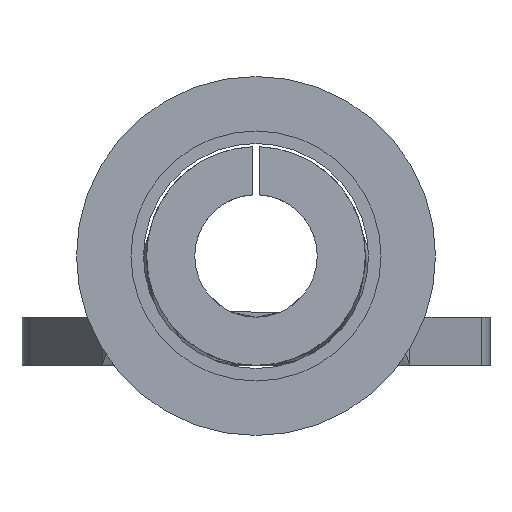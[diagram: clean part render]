
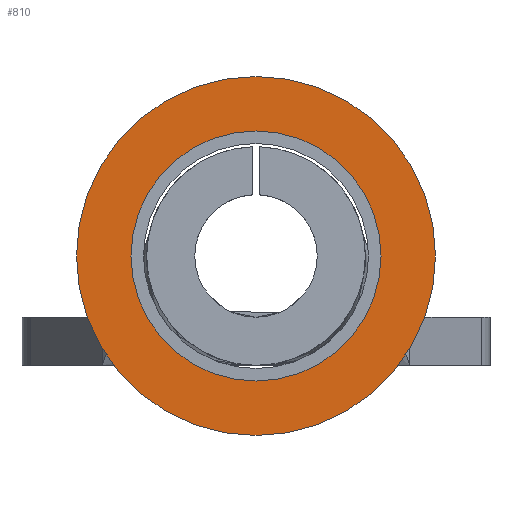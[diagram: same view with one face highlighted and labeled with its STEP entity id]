
A CAD part, front view. The second image highlights one B-rep face of the part: STEP entity #810.
In plain terms, the highlighted planar face has unit normal (0, -1, 0).
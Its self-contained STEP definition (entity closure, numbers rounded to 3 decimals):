
#18 = CARTESIAN_POINT ( 'NONE',  ( 0., -18.375, 1.33 ) ) ;
#84 = CARTESIAN_POINT ( 'NONE',  ( -1.95, -18.375, 1.33 ) ) ;
#100 = DIRECTION ( 'NONE',  ( -1., 0., 0. ) ) ;
#177 = AXIS2_PLACEMENT_3D ( 'NONE', #729, #1629, #100 ) ;
#217 = AXIS2_PLACEMENT_3D ( 'NONE', #1351, #479, #1484 ) ;
#324 = DIRECTION ( 'NONE',  ( 0., 1., 0. ) ) ;
#384 = FACE_OUTER_BOUND ( 'NONE', #601, .T. ) ;
#396 = EDGE_CURVE ( 'NONE', #558, #715, #452, .T. ) ;
#452 = CIRCLE ( 'NONE', #965, 1.95 ) ;
#453 = CARTESIAN_POINT ( 'NONE',  ( 2.8, -18.375, 1.33 ) ) ;
#469 = FACE_BOUND ( 'NONE', #894, .T. ) ;
#479 = DIRECTION ( 'NONE',  ( 0., 1., 0. ) ) ;
#492 = CIRCLE ( 'NONE', #177, 2.8 ) ;
#540 = ORIENTED_EDGE ( 'NONE', *, *, #1180, .F. ) ;
#558 = VERTEX_POINT ( 'NONE', #827 ) ;
#576 = EDGE_CURVE ( 'NONE', #1467, #1405, #1289, .T. ) ;
#601 = EDGE_LOOP ( 'NONE', ( #540, #852 ) ) ;
#607 = DIRECTION ( 'NONE',  ( 0., -1., 0. ) ) ;
#612 = PLANE ( 'NONE',  #1207 ) ;
#715 = VERTEX_POINT ( 'NONE', #84 ) ;
#729 = CARTESIAN_POINT ( 'NONE',  ( 0., -18.375, 1.33 ) ) ;
#772 = EDGE_CURVE ( 'NONE', #715, #558, #800, .T. ) ;
#799 = CARTESIAN_POINT ( 'NONE',  ( -2.8, -18.375, 1.33 ) ) ;
#800 = CIRCLE ( 'NONE', #217, 1.95 ) ;
#810 = ADVANCED_FACE ( 'NONE', ( #469, #384 ), #612, .T. ) ;
#827 = CARTESIAN_POINT ( 'NONE',  ( 1.95, -18.375, 1.33 ) ) ;
#852 = ORIENTED_EDGE ( 'NONE', *, *, #576, .F. ) ;
#894 = EDGE_LOOP ( 'NONE', ( #1034, #1386 ) ) ;
#965 = AXIS2_PLACEMENT_3D ( 'NONE', #18, #1563, #1555 ) ;
#1034 = ORIENTED_EDGE ( 'NONE', *, *, #772, .T. ) ;
#1180 = EDGE_CURVE ( 'NONE', #1405, #1467, #492, .T. ) ;
#1207 = AXIS2_PLACEMENT_3D ( 'NONE', #1354, #607, #1506 ) ;
#1289 = CIRCLE ( 'NONE', #1318, 2.8 ) ;
#1318 = AXIS2_PLACEMENT_3D ( 'NONE', #1596, #324, #1477 ) ;
#1351 = CARTESIAN_POINT ( 'NONE',  ( 0., -18.375, 1.33 ) ) ;
#1354 = CARTESIAN_POINT ( 'NONE',  ( -2.8, -18.375, 1.33 ) ) ;
#1386 = ORIENTED_EDGE ( 'NONE', *, *, #396, .T. ) ;
#1405 = VERTEX_POINT ( 'NONE', #799 ) ;
#1467 = VERTEX_POINT ( 'NONE', #453 ) ;
#1477 = DIRECTION ( 'NONE',  ( -1., 0., 0. ) ) ;
#1484 = DIRECTION ( 'NONE',  ( -1., 0., 0. ) ) ;
#1506 = DIRECTION ( 'NONE',  ( 1., 0., 0. ) ) ;
#1555 = DIRECTION ( 'NONE',  ( -1., 0., 0. ) ) ;
#1563 = DIRECTION ( 'NONE',  ( 0., 1., 0. ) ) ;
#1596 = CARTESIAN_POINT ( 'NONE',  ( 0., -18.375, 1.33 ) ) ;
#1629 = DIRECTION ( 'NONE',  ( 0., 1., 0. ) ) ;
